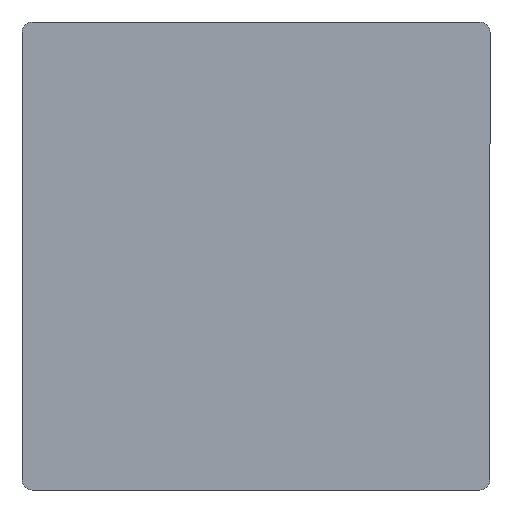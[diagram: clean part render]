
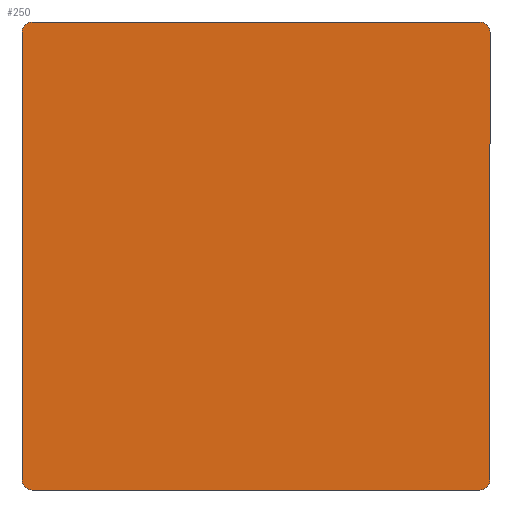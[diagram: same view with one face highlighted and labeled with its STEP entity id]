
A CAD part, front view. The second image highlights one B-rep face of the part: STEP entity #250.
In plain terms, the highlighted planar face has unit normal (0, -1, 0).
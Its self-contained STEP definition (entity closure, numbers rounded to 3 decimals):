
#15 = VECTOR ( 'NONE', #101, 1000. ) ;
#19 = EDGE_CURVE ( 'NONE', #329, #301, #61, .T. ) ;
#21 = DIRECTION ( 'NONE',  ( 0., 0., 1. ) ) ;
#30 = VECTOR ( 'NONE', #118, 1000. ) ;
#31 = CARTESIAN_POINT ( 'NONE',  ( 45., 0., -43. ) ) ;
#32 = VERTEX_POINT ( 'NONE', #151 ) ;
#37 = LINE ( 'NONE', #204, #180 ) ;
#38 = VERTEX_POINT ( 'NONE', #175 ) ;
#40 = VERTEX_POINT ( 'NONE', #65 ) ;
#41 = EDGE_CURVE ( 'NONE', #32, #367, #132, .T. ) ;
#53 = VECTOR ( 'NONE', #21, 1000. ) ;
#61 = CIRCLE ( 'NONE', #122, 2. ) ;
#64 = ORIENTED_EDGE ( 'NONE', *, *, #110, .F. ) ;
#65 = CARTESIAN_POINT ( 'NONE',  ( 43., 0., 45. ) ) ;
#67 = EDGE_CURVE ( 'NONE', #142, #181, #351, .T. ) ;
#72 = ORIENTED_EDGE ( 'NONE', *, *, #19, .T. ) ;
#83 = EDGE_CURVE ( 'NONE', #38, #40, #271, .T. ) ;
#91 = CARTESIAN_POINT ( 'NONE',  ( -45., 0., 45. ) ) ;
#95 = CARTESIAN_POINT ( 'NONE',  ( 43., 0., -45. ) ) ;
#98 = CARTESIAN_POINT ( 'NONE',  ( -45., 0., -45. ) ) ;
#101 = DIRECTION ( 'NONE',  ( 1., 0., 0. ) ) ;
#110 = EDGE_CURVE ( 'NONE', #38, #181, #37, .T. ) ;
#114 = CARTESIAN_POINT ( 'NONE',  ( -45., 0., 43. ) ) ;
#118 = DIRECTION ( 'NONE',  ( -1., 0., 0. ) ) ;
#122 = AXIS2_PLACEMENT_3D ( 'NONE', #375, #362, #188 ) ;
#125 = DIRECTION ( 'NONE',  ( 0., 0., 1. ) ) ;
#128 = EDGE_CURVE ( 'NONE', #142, #367, #259, .T. ) ;
#131 = AXIS2_PLACEMENT_3D ( 'NONE', #337, #312, #141 ) ;
#132 = CIRCLE ( 'NONE', #143, 2. ) ;
#135 = ORIENTED_EDGE ( 'NONE', *, *, #281, .F. ) ;
#141 = DIRECTION ( 'NONE',  ( 0., 0., 1. ) ) ;
#142 = VERTEX_POINT ( 'NONE', #95 ) ;
#143 = AXIS2_PLACEMENT_3D ( 'NONE', #345, #347, #326 ) ;
#151 = CARTESIAN_POINT ( 'NONE',  ( -45., 0., -43. ) ) ;
#153 = CARTESIAN_POINT ( 'NONE',  ( 43., 0., 43. ) ) ;
#154 = DIRECTION ( 'NONE',  ( 0., -1., 0. ) ) ;
#159 = AXIS2_PLACEMENT_3D ( 'NONE', #234, #227, #224 ) ;
#165 = EDGE_CURVE ( 'NONE', #329, #40, #198, .T. ) ;
#168 = CARTESIAN_POINT ( 'NONE',  ( -43., 0., 45. ) ) ;
#175 = CARTESIAN_POINT ( 'NONE',  ( 45., 0., 43. ) ) ;
#177 = AXIS2_PLACEMENT_3D ( 'NONE', #153, #154, #125 ) ;
#180 = VECTOR ( 'NONE', #290, 1000. ) ;
#181 = VERTEX_POINT ( 'NONE', #31 ) ;
#188 = DIRECTION ( 'NONE',  ( 0., 0., 1. ) ) ;
#194 = CARTESIAN_POINT ( 'NONE',  ( -45., 0., -45. ) ) ;
#198 = LINE ( 'NONE', #91, #15 ) ;
#201 = LINE ( 'NONE', #194, #53 ) ;
#204 = CARTESIAN_POINT ( 'NONE',  ( 45., 0., -45. ) ) ;
#207 = ORIENTED_EDGE ( 'NONE', *, *, #67, .T. ) ;
#208 = FACE_OUTER_BOUND ( 'NONE', #263, .T. ) ;
#224 = DIRECTION ( 'NONE',  ( 0., 0., 1. ) ) ;
#227 = DIRECTION ( 'NONE',  ( 0., -1., 0. ) ) ;
#234 = CARTESIAN_POINT ( 'NONE',  ( 43., 0., -43. ) ) ;
#250 = ADVANCED_FACE ( 'NONE', ( #208 ), #282, .F. ) ;
#256 = CARTESIAN_POINT ( 'NONE',  ( -43., 0., -45. ) ) ;
#259 = LINE ( 'NONE', #98, #30 ) ;
#263 = EDGE_LOOP ( 'NONE', ( #354, #72, #135, #365, #355, #207, #64, #297 ) ) ;
#271 = CIRCLE ( 'NONE', #177, 2. ) ;
#281 = EDGE_CURVE ( 'NONE', #32, #301, #201, .T. ) ;
#282 = PLANE ( 'NONE',  #131 ) ;
#290 = DIRECTION ( 'NONE',  ( 0., 0., -1. ) ) ;
#297 = ORIENTED_EDGE ( 'NONE', *, *, #83, .T. ) ;
#301 = VERTEX_POINT ( 'NONE', #114 ) ;
#312 = DIRECTION ( 'NONE',  ( 0., 1., 0. ) ) ;
#326 = DIRECTION ( 'NONE',  ( 0., 0., 1. ) ) ;
#329 = VERTEX_POINT ( 'NONE', #168 ) ;
#337 = CARTESIAN_POINT ( 'NONE',  ( 0., 0., 0. ) ) ;
#345 = CARTESIAN_POINT ( 'NONE',  ( -43., 0., -43. ) ) ;
#347 = DIRECTION ( 'NONE',  ( 0., -1., 0. ) ) ;
#351 = CIRCLE ( 'NONE', #159, 2. ) ;
#354 = ORIENTED_EDGE ( 'NONE', *, *, #165, .F. ) ;
#355 = ORIENTED_EDGE ( 'NONE', *, *, #128, .F. ) ;
#362 = DIRECTION ( 'NONE',  ( 0., -1., 0. ) ) ;
#365 = ORIENTED_EDGE ( 'NONE', *, *, #41, .T. ) ;
#367 = VERTEX_POINT ( 'NONE', #256 ) ;
#375 = CARTESIAN_POINT ( 'NONE',  ( -43., 0., 43. ) ) ;
